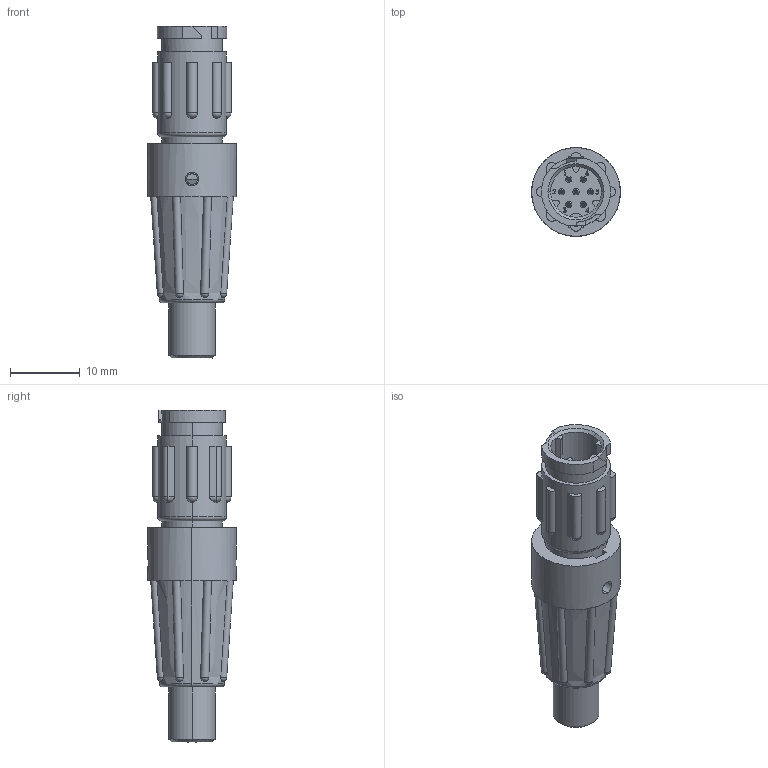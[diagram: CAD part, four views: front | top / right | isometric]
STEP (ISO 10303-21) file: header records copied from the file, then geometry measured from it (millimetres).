
FILE_DESCRIPTION (( 'STEP AP203' ), '1' );
FILE_NAME ('W18982-7PG-P-5XX.STEP', '2021-03-09T17:13:41', ( '' ), ( '' ), 'SwSTEP 2.0', 'SolidWorks 2020', '' );
FILE_SCHEMA (( 'CONFIG_CONTROL_DESIGN' ));
Length unit declared in the file: millimetre
Products named in the file (3): BACKSHELL 5XX.step; 18982-7PG.step; W18982-7PG-P-5XX
Assembly tree (2 placements, depth 2):
  W18982-7PG-P-5XX
    BACKSHELL 5XX.step
    18982-7PG.step
Bounding box: 12.7 x 12.7 x 47.5 mm (x, y, z)
Volume: 2689.6 mm3; surface area: 3485.5 mm2
Topology: 2 solids, 2 shells, 519 faces, 1404 edges, 910 vertices
Faces by surface type: plane 198, cylinder 133, bspline 82, torus 48, cone 36, sphere 22
Entity records: 22388 total; most frequent: CARTESIAN_POINT 9739, ORIENTED_EDGE 2742, DIRECTION 2314, EDGE_CURVE 1371, VERTEX_POINT 901, AXIS2_PLACEMENT_3D 835, LINE 644, VECTOR 644
